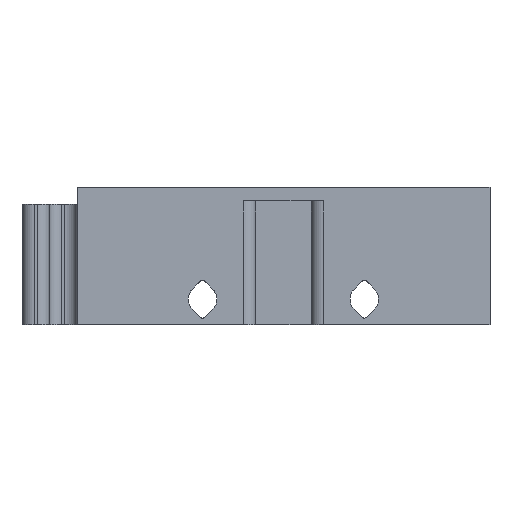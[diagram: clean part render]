
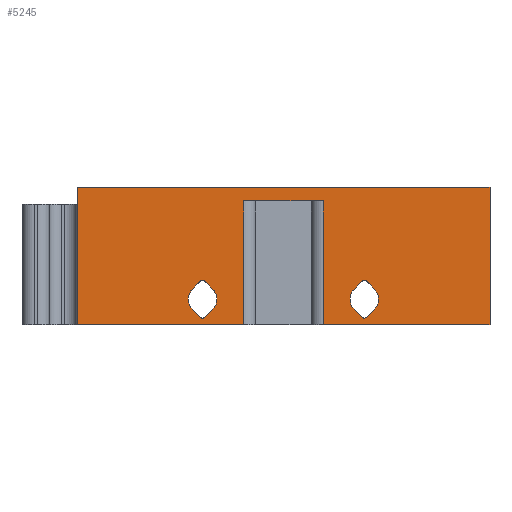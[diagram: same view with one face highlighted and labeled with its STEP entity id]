
A CAD part, front view. The second image highlights one B-rep face of the part: STEP entity #5245.
In plain terms, the highlighted planar face has unit normal (0, -1, 0).
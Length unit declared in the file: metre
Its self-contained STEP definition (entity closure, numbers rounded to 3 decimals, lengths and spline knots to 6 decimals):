
#230=CIRCLE('',#5590,0.0004);
#231=CIRCLE('',#5591,0.002075);
#232=CIRCLE('',#5592,0.0004);
#233=CIRCLE('',#5593,0.002075);
#234=CIRCLE('',#5594,0.002075);
#235=CIRCLE('',#5595,0.0004);
#236=CIRCLE('',#5596,0.002075);
#237=CIRCLE('',#5597,0.0004);
#554=ORIENTED_EDGE('',*,*,#2194,.F.);
#555=ORIENTED_EDGE('',*,*,#2195,.T.);
#556=ORIENTED_EDGE('',*,*,#2196,.T.);
#557=ORIENTED_EDGE('',*,*,#2197,.T.);
#558=ORIENTED_EDGE('',*,*,#2198,.T.);
#559=ORIENTED_EDGE('',*,*,#2199,.T.);
#560=ORIENTED_EDGE('',*,*,#2200,.F.);
#561=ORIENTED_EDGE('',*,*,#2201,.T.);
#562=ORIENTED_EDGE('',*,*,#2123,.T.);
#563=ORIENTED_EDGE('',*,*,#2202,.T.);
#564=ORIENTED_EDGE('',*,*,#2071,.F.);
#565=ORIENTED_EDGE('',*,*,#2203,.T.);
#566=ORIENTED_EDGE('',*,*,#2139,.T.);
#567=ORIENTED_EDGE('',*,*,#2204,.F.);
#568=ORIENTED_EDGE('',*,*,#2205,.T.);
#569=ORIENTED_EDGE('',*,*,#2206,.T.);
#570=ORIENTED_EDGE('',*,*,#2207,.F.);
#571=ORIENTED_EDGE('',*,*,#2208,.T.);
#572=ORIENTED_EDGE('',*,*,#2209,.F.);
#573=ORIENTED_EDGE('',*,*,#2210,.F.);
#574=ORIENTED_EDGE('',*,*,#2211,.F.);
#575=ORIENTED_EDGE('',*,*,#2212,.F.);
#576=ORIENTED_EDGE('',*,*,#2213,.F.);
#577=ORIENTED_EDGE('',*,*,#2214,.T.);
#2071=EDGE_CURVE('',#2892,#2890,#3440,.F.);
#2123=EDGE_CURVE('',#2945,#2944,#3466,.F.);
#2139=EDGE_CURVE('',#2961,#2960,#3474,.F.);
#2194=EDGE_CURVE('',#3013,#3014,#3505,.T.);
#2195=EDGE_CURVE('',#3013,#3015,#230,.T.);
#2196=EDGE_CURVE('',#3015,#3016,#3506,.T.);
#2197=EDGE_CURVE('',#3016,#3017,#231,.T.);
#2198=EDGE_CURVE('',#3017,#3018,#3507,.T.);
#2199=EDGE_CURVE('',#3018,#3019,#232,.T.);
#2200=EDGE_CURVE('',#3020,#3019,#3508,.T.);
#2201=EDGE_CURVE('',#3020,#3014,#233,.T.);
#2202=EDGE_CURVE('',#2944,#2890,#3509,.T.);
#2203=EDGE_CURVE('',#2892,#2961,#3510,.F.);
#2204=EDGE_CURVE('',#3021,#2960,#3511,.T.);
#2205=EDGE_CURVE('',#3021,#3022,#3512,.F.);
#2206=EDGE_CURVE('',#3022,#2945,#3513,.F.);
#2207=EDGE_CURVE('',#3023,#3024,#234,.F.);
#2208=EDGE_CURVE('',#3023,#3025,#3514,.T.);
#2209=EDGE_CURVE('',#3026,#3025,#235,.F.);
#2210=EDGE_CURVE('',#3027,#3026,#3515,.T.);
#2211=EDGE_CURVE('',#3028,#3027,#236,.F.);
#2212=EDGE_CURVE('',#3029,#3028,#3516,.T.);
#2213=EDGE_CURVE('',#3030,#3029,#237,.F.);
#2214=EDGE_CURVE('',#3030,#3024,#3517,.T.);
#2890=VERTEX_POINT('',#7264);
#2892=VERTEX_POINT('',#7268);
#2944=VERTEX_POINT('',#7421);
#2945=VERTEX_POINT('',#7423);
#2960=VERTEX_POINT('',#7453);
#2961=VERTEX_POINT('',#7455);
#3013=VERTEX_POINT('',#7564);
#3014=VERTEX_POINT('',#7565);
#3015=VERTEX_POINT('',#7567);
#3016=VERTEX_POINT('',#7569);
#3017=VERTEX_POINT('',#7571);
#3018=VERTEX_POINT('',#7573);
#3019=VERTEX_POINT('',#7575);
#3020=VERTEX_POINT('',#7577);
#3021=VERTEX_POINT('',#7582);
#3022=VERTEX_POINT('',#7584);
#3023=VERTEX_POINT('',#7587);
#3024=VERTEX_POINT('',#7588);
#3025=VERTEX_POINT('',#7590);
#3026=VERTEX_POINT('',#7592);
#3027=VERTEX_POINT('',#7594);
#3028=VERTEX_POINT('',#7596);
#3029=VERTEX_POINT('',#7598);
#3030=VERTEX_POINT('',#7600);
#3440=LINE('',#7269,#3967);
#3466=LINE('',#7422,#3993);
#3474=LINE('',#7454,#4001);
#3505=LINE('',#7563,#4032);
#3506=LINE('',#7568,#4033);
#3507=LINE('',#7572,#4034);
#3508=LINE('',#7576,#4035);
#3509=LINE('',#7579,#4036);
#3510=LINE('',#7580,#4037);
#3511=LINE('',#7581,#4038);
#3512=LINE('',#7583,#4039);
#3513=LINE('',#7585,#4040);
#3514=LINE('',#7589,#4041);
#3515=LINE('',#7593,#4042);
#3516=LINE('',#7597,#4043);
#3517=LINE('',#7601,#4044);
#3967=VECTOR('',#5952,1.);
#3993=VECTOR('',#5984,1.);
#4001=VECTOR('',#6008,1.);
#4032=VECTOR('',#6091,1.);
#4033=VECTOR('',#6094,1.);
#4034=VECTOR('',#6097,1.);
#4035=VECTOR('',#6100,1.);
#4036=VECTOR('',#6103,1.);
#4037=VECTOR('',#6104,1.);
#4038=VECTOR('',#6105,1.);
#4039=VECTOR('',#6106,1.);
#4040=VECTOR('',#6107,1.);
#4041=VECTOR('',#6110,1.);
#4042=VECTOR('',#6113,1.);
#4043=VECTOR('',#6116,1.);
#4044=VECTOR('',#6119,1.);
#4501=EDGE_LOOP('',(#554,#555,#556,#557,#558,#559,#560,#561));
#4502=EDGE_LOOP('',(#562,#563,#564,#565,#566,#567,#568,#569));
#4503=EDGE_LOOP('',(#570,#571,#572,#573,#574,#575,#576,#577));
#4798=FACE_BOUND('',#4501,.T.);
#4799=FACE_BOUND('',#4502,.T.);
#4800=FACE_BOUND('',#4503,.T.);
#5088=PLANE('',#5589);
#5245=ADVANCED_FACE('',(#4798,#4799,#4800),#5088,.F.);
#5589=AXIS2_PLACEMENT_3D('',#7562,#6089,#6090);
#5590=AXIS2_PLACEMENT_3D('',#7566,#6092,#6093);
#5591=AXIS2_PLACEMENT_3D('',#7570,#6095,#6096);
#5592=AXIS2_PLACEMENT_3D('',#7574,#6098,#6099);
#5593=AXIS2_PLACEMENT_3D('',#7578,#6101,#6102);
#5594=AXIS2_PLACEMENT_3D('',#7586,#6108,#6109);
#5595=AXIS2_PLACEMENT_3D('',#7591,#6111,#6112);
#5596=AXIS2_PLACEMENT_3D('',#7595,#6114,#6115);
#5597=AXIS2_PLACEMENT_3D('',#7599,#6117,#6118);
#5952=DIRECTION('',(-1.,0.,0.));
#5984=DIRECTION('',(-1.,0.,0.));
#6008=DIRECTION('',(-1.,0.,0.));
#6089=DIRECTION('',(0.,1.,0.));
#6090=DIRECTION('',(-1.,0.,0.));
#6091=DIRECTION('',(0.707,0.,0.707));
#6092=DIRECTION('',(0.,1.,0.));
#6093=DIRECTION('',(-1.,0.,0.));
#6094=DIRECTION('',(-0.707,0.,0.707));
#6095=DIRECTION('',(0.,1.,0.));
#6096=DIRECTION('',(-1.,0.,0.));
#6097=DIRECTION('',(0.707,0.,0.707));
#6098=DIRECTION('',(0.,1.,0.));
#6099=DIRECTION('',(-1.,0.,0.));
#6100=DIRECTION('',(-0.707,0.,0.707));
#6101=DIRECTION('',(0.,1.,0.));
#6102=DIRECTION('',(-1.,0.,0.));
#6103=DIRECTION('',(0.,0.,1.));
#6104=DIRECTION('',(0.,0.,1.));
#6105=DIRECTION('',(0.,0.,-1.));
#6106=DIRECTION('',(-1.,0.,0.));
#6107=DIRECTION('',(0.,0.,1.));
#6108=DIRECTION('',(0.,1.,0.));
#6109=DIRECTION('',(-1.,0.,0.));
#6110=DIRECTION('',(0.707,0.,0.707));
#6111=DIRECTION('',(0.,1.,0.));
#6112=DIRECTION('',(-1.,0.,0.));
#6113=DIRECTION('',(-0.707,0.,0.707));
#6114=DIRECTION('',(0.,1.,0.));
#6115=DIRECTION('',(-1.,0.,0.));
#6116=DIRECTION('',(0.707,0.,0.707));
#6117=DIRECTION('',(0.,1.,0.));
#6118=DIRECTION('',(-1.,0.,0.));
#6119=DIRECTION('',(-0.707,0.,0.707));
#7264=CARTESIAN_POINT('',(1.65,0.810025,0.38));
#7268=CARTESIAN_POINT('',(1.590025,0.810025,0.38));
#7269=CARTESIAN_POINT('',(1.662111,0.810025,0.38));
#7421=CARTESIAN_POINT('',(1.65,0.810025,0.36));
#7422=CARTESIAN_POINT('',(1.662111,0.810025,0.36));
#7423=CARTESIAN_POINT('',(1.625778,0.810025,0.36));
#7453=CARTESIAN_POINT('',(1.614222,0.810025,0.36));
#7454=CARTESIAN_POINT('',(1.662111,0.810025,0.36));
#7455=CARTESIAN_POINT('',(1.590025,0.810025,0.36));
#7562=CARTESIAN_POINT('',(1.662111,0.810025,0.38));
#7563=CARTESIAN_POINT('',(1.656523,0.810025,0.385588));
#7564=CARTESIAN_POINT('',(1.632016,0.810025,0.361082));
#7565=CARTESIAN_POINT('',(1.633201,0.810025,0.362266));
#7566=CARTESIAN_POINT('',(1.631733,0.810025,0.361365));
#7567=CARTESIAN_POINT('',(1.631451,0.810025,0.361082));
#7568=CARTESIAN_POINT('',(1.637322,0.810025,0.355211));
#7569=CARTESIAN_POINT('',(1.630266,0.810025,0.362266));
#7570=CARTESIAN_POINT('',(1.631733,0.810025,0.363733));
#7571=CARTESIAN_POINT('',(1.630266,0.810025,0.365201));
#7572=CARTESIAN_POINT('',(1.653588,0.810025,0.388523));
#7573=CARTESIAN_POINT('',(1.631451,0.810025,0.366385));
#7574=CARTESIAN_POINT('',(1.631733,0.810025,0.366102));
#7575=CARTESIAN_POINT('',(1.632016,0.810025,0.366385));
#7576=CARTESIAN_POINT('',(1.640256,0.810025,0.358145));
#7577=CARTESIAN_POINT('',(1.633201,0.810025,0.365201));
#7578=CARTESIAN_POINT('',(1.631733,0.810025,0.363733));
#7579=CARTESIAN_POINT('',(1.65,0.810025,0.38));
#7580=CARTESIAN_POINT('',(1.590025,0.810025,0.38));
#7581=CARTESIAN_POINT('',(1.614222,0.810025,0.38));
#7582=CARTESIAN_POINT('',(1.614222,0.810025,0.378));
#7583=CARTESIAN_POINT('',(1.662111,0.810025,0.378));
#7584=CARTESIAN_POINT('',(1.625778,0.810025,0.378));
#7585=CARTESIAN_POINT('',(1.625778,0.810025,0.38));
#7586=CARTESIAN_POINT('',(1.608267,0.810025,0.363733));
#7587=CARTESIAN_POINT('',(1.606799,0.810025,0.365201));
#7588=CARTESIAN_POINT('',(1.606799,0.810025,0.362266));
#7589=CARTESIAN_POINT('',(1.641855,0.810025,0.400256));
#7590=CARTESIAN_POINT('',(1.607984,0.810025,0.366385));
#7591=CARTESIAN_POINT('',(1.608267,0.810025,0.366102));
#7592=CARTESIAN_POINT('',(1.608549,0.810025,0.366385));
#7593=CARTESIAN_POINT('',(1.628523,0.810025,0.346412));
#7594=CARTESIAN_POINT('',(1.609734,0.810025,0.365201));
#7595=CARTESIAN_POINT('',(1.608267,0.810025,0.363733));
#7596=CARTESIAN_POINT('',(1.609734,0.810025,0.362266));
#7597=CARTESIAN_POINT('',(1.644789,0.810025,0.397322));
#7598=CARTESIAN_POINT('',(1.608549,0.810025,0.361082));
#7599=CARTESIAN_POINT('',(1.608267,0.810025,0.361365));
#7600=CARTESIAN_POINT('',(1.607984,0.810025,0.361082));
#7601=CARTESIAN_POINT('',(1.625588,0.810025,0.343477));
